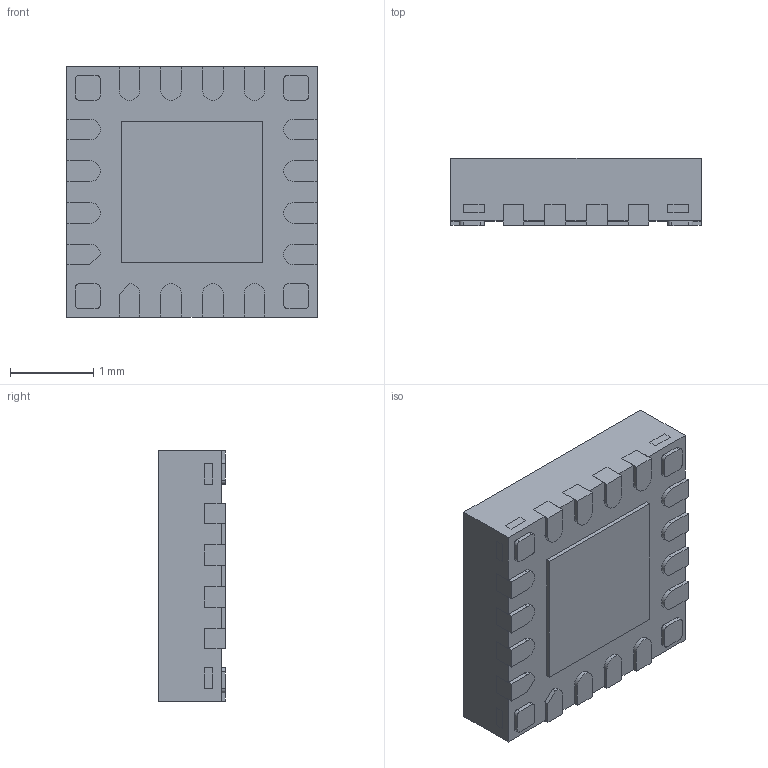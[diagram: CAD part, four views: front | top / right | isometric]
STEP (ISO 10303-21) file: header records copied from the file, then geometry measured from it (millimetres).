
FILE_DESCRIPTION (( 'STEP AP214' ), '1' );
FILE_NAME ('CP2102N-A02-GQFN20.STEP', '2023-02-21T00:48:02', ( '' ), ( '' ), 'SwSTEP 2.0', 'SolidWorks 2021', '' );
FILE_SCHEMA (( 'AUTOMOTIVE_DESIGN' ));
Length unit declared in the file: millimetre
Products named in the file (1): CP2102N-A02-GQFN20
Bounding box: 3 x 0.8 x 3 mm (x, y, z)
Volume: 7 mm3; surface area: 50.5 mm2
Topology: 27 solids, 27 shells, 292 faces, 708 edges, 472 vertices
Faces by surface type: plane 232, cylinder 60
Entity records: 8756 total; most frequent: CARTESIAN_POINT 1473, ORIENTED_EDGE 1416, DIRECTION 1414, EDGE_CURVE 708, LINE 588, VECTOR 588, VERTEX_POINT 472, AXIS2_PLACEMENT_3D 413
